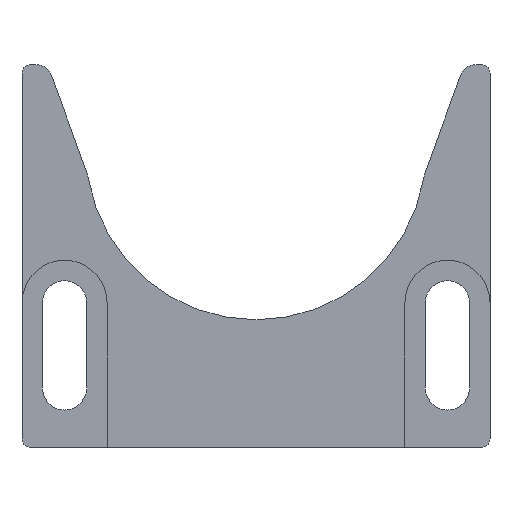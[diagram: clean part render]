
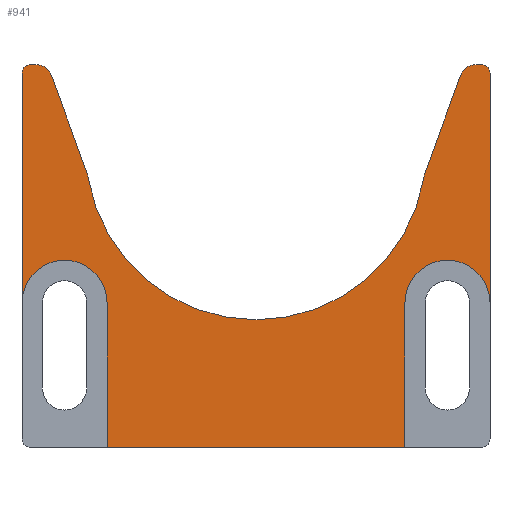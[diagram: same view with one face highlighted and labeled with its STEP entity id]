
A CAD part, top view. The second image highlights one B-rep face of the part: STEP entity #941.
In plain terms, the highlighted planar face has unit normal (0, 0, 1).
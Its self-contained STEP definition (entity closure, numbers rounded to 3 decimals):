
#12 = VECTOR ( 'NONE', #698, 1000. ) ;
#18 = ORIENTED_EDGE ( 'NONE', *, *, #62, .T. ) ;
#33 = EDGE_CURVE ( 'NONE', #936, #79, #507, .T. ) ;
#35 = VERTEX_POINT ( 'NONE', #128 ) ;
#44 = ORIENTED_EDGE ( 'NONE', *, *, #908, .T. ) ;
#45 = CARTESIAN_POINT ( 'NONE',  ( 1., 45., 6. ) ) ;
#49 = CIRCLE ( 'NONE', #992, 5. ) ;
#62 = EDGE_CURVE ( 'NONE', #506, #862, #1084, .T. ) ;
#73 = CARTESIAN_POINT ( 'NONE',  ( 50., 17., 6. ) ) ;
#78 = DIRECTION ( 'NONE',  ( -1., 0., 0. ) ) ;
#79 = VERTEX_POINT ( 'NONE', #311 ) ;
#88 = EDGE_LOOP ( 'NONE', ( #720, #975, #717, #1006, #600, #44, #532, #763, #345, #834, #1028, #18, #236, #261, #775, #191, #971, #704 ) ) ;
#89 = CARTESIAN_POINT ( 'NONE',  ( 10., 0., 6. ) ) ;
#91 = EDGE_CURVE ( 'NONE', #79, #35, #884, .T. ) ;
#93 = AXIS2_PLACEMENT_3D ( 'NONE', #819, #137, #1048 ) ;
#100 = DIRECTION ( 'NONE',  ( 0., 0., 1. ) ) ;
#106 = VERTEX_POINT ( 'NONE', #993 ) ;
#128 = CARTESIAN_POINT ( 'NONE',  ( 3.479, 43.683, 6. ) ) ;
#132 = CARTESIAN_POINT ( 'NONE',  ( 45., 0., 6. ) ) ;
#135 = DIRECTION ( 'NONE',  ( 0., 0., 1. ) ) ;
#137 = DIRECTION ( 'NONE',  ( 0., 0., 1. ) ) ;
#149 = LINE ( 'NONE', #765, #684 ) ;
#162 = CIRCLE ( 'NONE', #242, 1. ) ;
#173 = CARTESIAN_POINT ( 'NONE',  ( 53.401, 43., 6. ) ) ;
#184 = CARTESIAN_POINT ( 'NONE',  ( 45., 0., 6. ) ) ;
#188 = CARTESIAN_POINT ( 'NONE',  ( 0., 0., 6. ) ) ;
#189 = VERTEX_POINT ( 'NONE', #516 ) ;
#191 = ORIENTED_EDGE ( 'NONE', *, *, #427, .F. ) ;
#192 = DIRECTION ( 'NONE',  ( 0., 0., 1. ) ) ;
#213 = EDGE_CURVE ( 'NONE', #385, #986, #149, .T. ) ;
#220 = CARTESIAN_POINT ( 'NONE',  ( 7.794, 31.586, 6. ) ) ;
#230 = EDGE_CURVE ( 'NONE', #527, #628, #915, .T. ) ;
#236 = ORIENTED_EDGE ( 'NONE', *, *, #1005, .T. ) ;
#242 = AXIS2_PLACEMENT_3D ( 'NONE', #481, #811, #301 ) ;
#246 = CIRCLE ( 'NONE', #248, 20. ) ;
#248 = AXIS2_PLACEMENT_3D ( 'NONE', #462, #371, #392 ) ;
#252 = VERTEX_POINT ( 'NONE', #576 ) ;
#261 = ORIENTED_EDGE ( 'NONE', *, *, #599, .T. ) ;
#275 = CARTESIAN_POINT ( 'NONE',  ( 55., 44., 6. ) ) ;
#288 = AXIS2_PLACEMENT_3D ( 'NONE', #550, #725, #973 ) ;
#291 = VECTOR ( 'NONE', #486, 1000. ) ;
#293 = EDGE_CURVE ( 'NONE', #628, #816, #1002, .T. ) ;
#301 = DIRECTION ( 'NONE',  ( 1., 0., 0. ) ) ;
#309 = CARTESIAN_POINT ( 'NONE',  ( 0., 44., 6. ) ) ;
#311 = CARTESIAN_POINT ( 'NONE',  ( 7.566, 32.441, 6. ) ) ;
#313 = CARTESIAN_POINT ( 'NONE',  ( 51.521, 43.683, 6. ) ) ;
#322 = AXIS2_PLACEMENT_3D ( 'NONE', #706, #100, #803 ) ;
#336 = AXIS2_PLACEMENT_3D ( 'NONE', #173, #192, #741 ) ;
#345 = ORIENTED_EDGE ( 'NONE', *, *, #33, .T. ) ;
#352 = CARTESIAN_POINT ( 'NONE',  ( 52., 45., 6. ) ) ;
#367 = DIRECTION ( 'NONE',  ( 1., 0., 0. ) ) ;
#371 = DIRECTION ( 'NONE',  ( 0., 0., -1. ) ) ;
#385 = VERTEX_POINT ( 'NONE', #496 ) ;
#392 = DIRECTION ( 'NONE',  ( 1., 0., 0. ) ) ;
#398 = DIRECTION ( 'NONE',  ( 0., 0., 1. ) ) ;
#403 = EDGE_CURVE ( 'NONE', #737, #385, #162, .T. ) ;
#413 = DIRECTION ( 'NONE',  ( -1., 0., 0. ) ) ;
#427 = EDGE_CURVE ( 'NONE', #446, #189, #612, .T. ) ;
#435 = CARTESIAN_POINT ( 'NONE',  ( 55., 17., 6. ) ) ;
#446 = VERTEX_POINT ( 'NONE', #457 ) ;
#457 = CARTESIAN_POINT ( 'NONE',  ( 10., 0., 6. ) ) ;
#462 = CARTESIAN_POINT ( 'NONE',  ( 27.5, 35., 6. ) ) ;
#472 = CARTESIAN_POINT ( 'NONE',  ( 1.599, 45., 6. ) ) ;
#476 = CIRCLE ( 'NONE', #93, 1. ) ;
#481 = CARTESIAN_POINT ( 'NONE',  ( 54., 44., 6. ) ) ;
#486 = DIRECTION ( 'NONE',  ( 0., 1., 0. ) ) ;
#491 = EDGE_CURVE ( 'NONE', #446, #816, #553, .T. ) ;
#496 = CARTESIAN_POINT ( 'NONE',  ( 54., 45., 6. ) ) ;
#501 = DIRECTION ( 'NONE',  ( -1., 0., 0. ) ) ;
#506 = VERTEX_POINT ( 'NONE', #472 ) ;
#507 = CIRCLE ( 'NONE', #1063, 5. ) ;
#516 = CARTESIAN_POINT ( 'NONE',  ( 10., 17., 6. ) ) ;
#519 = AXIS2_PLACEMENT_3D ( 'NONE', #73, #890, #501 ) ;
#527 = VERTEX_POINT ( 'NONE', #435 ) ;
#528 = VECTOR ( 'NONE', #367, 1000. ) ;
#532 = ORIENTED_EDGE ( 'NONE', *, *, #913, .T. ) ;
#550 = CARTESIAN_POINT ( 'NONE',  ( 27.5, 35., 6. ) ) ;
#551 = FACE_OUTER_BOUND ( 'NONE', #88, .T. ) ;
#553 = LINE ( 'NONE', #188, #528 ) ;
#576 = CARTESIAN_POINT ( 'NONE',  ( 0., 17., 6. ) ) ;
#585 = VECTOR ( 'NONE', #769, 1000. ) ;
#599 = EDGE_CURVE ( 'NONE', #932, #252, #1053, .T. ) ;
#600 = ORIENTED_EDGE ( 'NONE', *, *, #854, .T. ) ;
#612 = LINE ( 'NONE', #89, #1015 ) ;
#622 = CIRCLE ( 'NONE', #322, 2. ) ;
#623 = EDGE_CURVE ( 'NONE', #35, #506, #622, .T. ) ;
#625 = CARTESIAN_POINT ( 'NONE',  ( 0., 45., 6. ) ) ;
#628 = VERTEX_POINT ( 'NONE', #874 ) ;
#684 = VECTOR ( 'NONE', #78, 1000. ) ;
#693 = CARTESIAN_POINT ( 'NONE',  ( 3., 45., 6. ) ) ;
#698 = DIRECTION ( 'NONE',  ( 0., -1., 0. ) ) ;
#704 = ORIENTED_EDGE ( 'NONE', *, *, #293, .F. ) ;
#706 = CARTESIAN_POINT ( 'NONE',  ( 1.599, 43., 6. ) ) ;
#717 = ORIENTED_EDGE ( 'NONE', *, *, #403, .T. ) ;
#720 = ORIENTED_EDGE ( 'NONE', *, *, #230, .F. ) ;
#721 = VERTEX_POINT ( 'NONE', #1061 ) ;
#725 = DIRECTION ( 'NONE',  ( 0., 0., 1. ) ) ;
#737 = VERTEX_POINT ( 'NONE', #275 ) ;
#741 = DIRECTION ( 'NONE',  ( 1., 0., 0. ) ) ;
#743 = CARTESIAN_POINT ( 'NONE',  ( 0., 45., 6. ) ) ;
#752 = LINE ( 'NONE', #790, #291 ) ;
#753 = DIRECTION ( 'NONE',  ( 1., 0., 0. ) ) ;
#757 = EDGE_CURVE ( 'NONE', #189, #252, #49, .T. ) ;
#763 = ORIENTED_EDGE ( 'NONE', *, *, #886, .T. ) ;
#765 = CARTESIAN_POINT ( 'NONE',  ( 55., 45., 6. ) ) ;
#769 = DIRECTION ( 'NONE',  ( -0.342, -0.94, 0. ) ) ;
#775 = ORIENTED_EDGE ( 'NONE', *, *, #757, .F. ) ;
#777 = VECTOR ( 'NONE', #976, 1000. ) ;
#790 = CARTESIAN_POINT ( 'NONE',  ( 55., 0., 6. ) ) ;
#803 = DIRECTION ( 'NONE',  ( 1., 0., 0. ) ) ;
#811 = DIRECTION ( 'NONE',  ( 0., 0., 1. ) ) ;
#816 = VERTEX_POINT ( 'NONE', #184 ) ;
#819 = CARTESIAN_POINT ( 'NONE',  ( 1., 44., 6. ) ) ;
#829 = VECTOR ( 'NONE', #1041, 1000. ) ;
#834 = ORIENTED_EDGE ( 'NONE', *, *, #91, .T. ) ;
#842 = DIRECTION ( 'NONE',  ( 0., 1., 0. ) ) ;
#854 = EDGE_CURVE ( 'NONE', #986, #1010, #861, .T. ) ;
#861 = CIRCLE ( 'NONE', #336, 2. ) ;
#862 = VERTEX_POINT ( 'NONE', #45 ) ;
#867 = AXIS2_PLACEMENT_3D ( 'NONE', #1071, #991, #753 ) ;
#874 = CARTESIAN_POINT ( 'NONE',  ( 45., 17., 6. ) ) ;
#884 = LINE ( 'NONE', #693, #777 ) ;
#886 = EDGE_CURVE ( 'NONE', #106, #936, #246, .T. ) ;
#887 = CARTESIAN_POINT ( 'NONE',  ( 2.867, 30.732, 6. ) ) ;
#890 = DIRECTION ( 'NONE',  ( 0., 0., 1. ) ) ;
#891 = DIRECTION ( 'NONE',  ( 1., 0., 0. ) ) ;
#908 = EDGE_CURVE ( 'NONE', #1010, #721, #1014, .T. ) ;
#913 = EDGE_CURVE ( 'NONE', #721, #106, #1037, .T. ) ;
#915 = CIRCLE ( 'NONE', #519, 5. ) ;
#932 = VERTEX_POINT ( 'NONE', #309 ) ;
#936 = VERTEX_POINT ( 'NONE', #220 ) ;
#937 = VECTOR ( 'NONE', #413, 1000. ) ;
#941 = ADVANCED_FACE ( 'NONE', ( #551 ), #1062, .T. ) ;
#961 = EDGE_CURVE ( 'NONE', #527, #737, #752, .T. ) ;
#971 = ORIENTED_EDGE ( 'NONE', *, *, #491, .T. ) ;
#973 = DIRECTION ( 'NONE',  ( 1., 0., 0. ) ) ;
#975 = ORIENTED_EDGE ( 'NONE', *, *, #961, .T. ) ;
#976 = DIRECTION ( 'NONE',  ( -0.342, 0.94, 0. ) ) ;
#977 = DIRECTION ( 'NONE',  ( 1., 0., 0. ) ) ;
#979 = CARTESIAN_POINT ( 'NONE',  ( 53.401, 45., 6. ) ) ;
#986 = VERTEX_POINT ( 'NONE', #979 ) ;
#991 = DIRECTION ( 'NONE',  ( 0., 0., 1. ) ) ;
#992 = AXIS2_PLACEMENT_3D ( 'NONE', #1033, #398, #977 ) ;
#993 = CARTESIAN_POINT ( 'NONE',  ( 47.206, 31.586, 6. ) ) ;
#1002 = LINE ( 'NONE', #132, #12 ) ;
#1005 = EDGE_CURVE ( 'NONE', #862, #932, #476, .T. ) ;
#1006 = ORIENTED_EDGE ( 'NONE', *, *, #213, .T. ) ;
#1010 = VERTEX_POINT ( 'NONE', #313 ) ;
#1014 = LINE ( 'NONE', #352, #585 ) ;
#1015 = VECTOR ( 'NONE', #842, 1000. ) ;
#1028 = ORIENTED_EDGE ( 'NONE', *, *, #623, .T. ) ;
#1033 = CARTESIAN_POINT ( 'NONE',  ( 5., 17., 6. ) ) ;
#1037 = CIRCLE ( 'NONE', #867, 5. ) ;
#1041 = DIRECTION ( 'NONE',  ( 0., -1., 0. ) ) ;
#1048 = DIRECTION ( 'NONE',  ( 1., 0., 0. ) ) ;
#1053 = LINE ( 'NONE', #625, #829 ) ;
#1061 = CARTESIAN_POINT ( 'NONE',  ( 47.434, 32.441, 6. ) ) ;
#1062 = PLANE ( 'NONE',  #288 ) ;
#1063 = AXIS2_PLACEMENT_3D ( 'NONE', #887, #135, #891 ) ;
#1071 = CARTESIAN_POINT ( 'NONE',  ( 52.133, 30.732, 6. ) ) ;
#1084 = LINE ( 'NONE', #743, #937 ) ;
